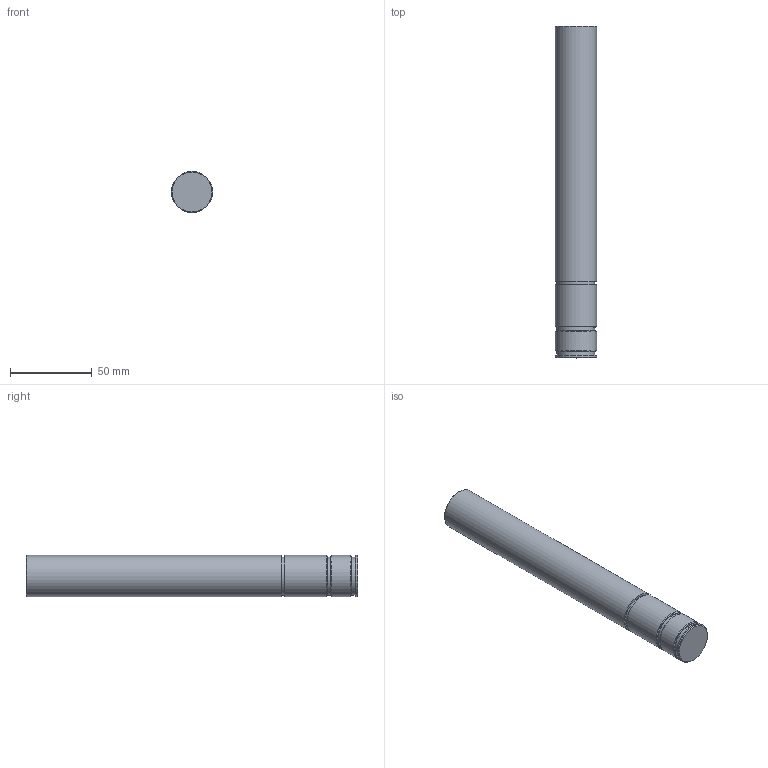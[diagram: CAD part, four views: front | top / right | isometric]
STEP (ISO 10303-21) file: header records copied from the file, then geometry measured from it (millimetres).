
FILE_DESCRIPTION(/* description */ (''),/* implementation_level */ '2;1');
FILE_NAME(/* name */ 'Drive Shaft.stp',/* time_stamp */ '2024-06-11T02:52:42-04:00',/* author */ ('seene'),/* organization */ (''),/* preprocessor_version */ 'ST-DEVELOPER v20',/* originating_system */ 'Autodesk Inventor 2025',/* authorisation */ '');
FILE_SCHEMA (('AUTOMOTIVE_DESIGN { 1 0 10303 214 3 1 1 }'));
Length unit declared in the file: inch
Products named in the file (1): Drive Shaft
Bounding box: 25.4 x 203.2 x 25.4 mm (x, y, z)
Volume: 102317.9 mm3; surface area: 17558 mm2
Topology: 1 solids, 1 shells, 21 faces, 35 edges, 22 vertices
Faces by surface type: plane 8, cylinder 7, cone 6
Full cylindrical faces by diameter (mm): 23.114 x3, 25.4 x4
Entity records: 544 total; most frequent: DIRECTION 101, CARTESIAN_POINT 79, ORIENTED_EDGE 70, AXIS2_PLACEMENT_3D 44, EDGE_CURVE 35, EDGE_LOOP 27, CIRCLE 22, VERTEX_POINT 22
